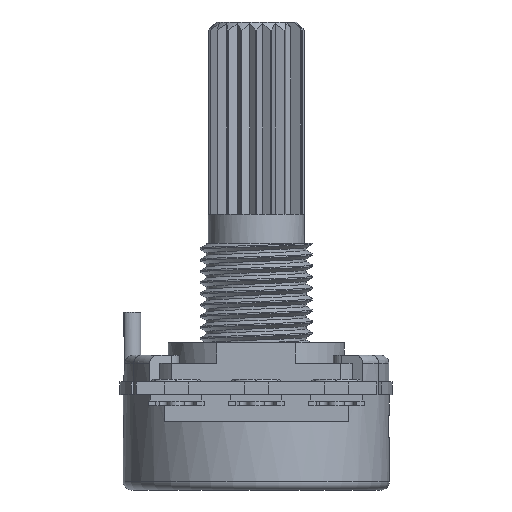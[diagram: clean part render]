
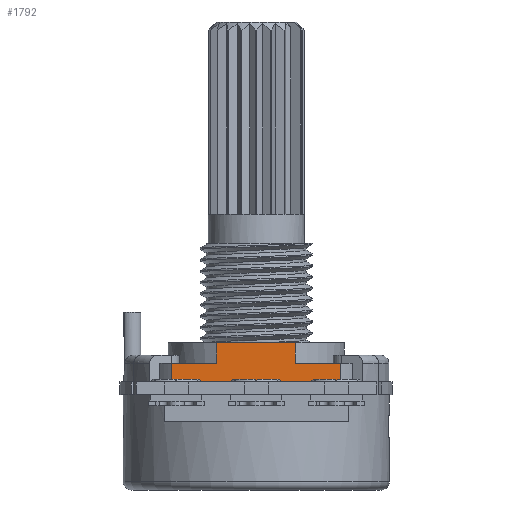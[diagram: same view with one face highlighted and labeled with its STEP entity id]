
A CAD part, front view. The second image highlights one B-rep face of the part: STEP entity #1792.
In plain terms, the highlighted planar face has unit normal (0, -1, 0).
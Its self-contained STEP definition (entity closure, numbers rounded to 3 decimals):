
#31 = VERTEX_POINT ( 'NONE', #1579 ) ;
#90 = EDGE_CURVE ( 'NONE', #12551, #15660, #407, .T. ) ;
#407 = LINE ( 'NONE', #1837, #11383 ) ;
#768 = ORIENTED_EDGE ( 'NONE', *, *, #6375, .F. ) ;
#782 = CARTESIAN_POINT ( 'NONE',  ( -5.261, 7.015, 1.35 ) ) ;
#1166 = LINE ( 'NONE', #6795, #2895 ) ;
#1442 = ORIENTED_EDGE ( 'NONE', *, *, #6142, .T. ) ;
#1579 = CARTESIAN_POINT ( 'NONE',  ( -2.45, 7.015, 2.5 ) ) ;
#1792 = ADVANCED_FACE ( 'NONE', ( #6520 ), #2480, .F. ) ;
#1837 = CARTESIAN_POINT ( 'NONE',  ( 0., 7.015, 2.5 ) ) ;
#2418 = EDGE_CURVE ( 'NONE', #31, #12784, #9587, .T. ) ;
#2423 = DIRECTION ( 'NONE',  ( 0., 0., -1. ) ) ;
#2480 = PLANE ( 'NONE',  #3041 ) ;
#2548 = LINE ( 'NONE', #9884, #6483 ) ;
#2654 = DIRECTION ( 'NONE',  ( 0., 0., -1. ) ) ;
#2692 = EDGE_CURVE ( 'NONE', #16279, #3891, #12133, .T. ) ;
#2895 = VECTOR ( 'NONE', #6875, 1000. ) ;
#3041 = AXIS2_PLACEMENT_3D ( 'NONE', #10060, #4922, #11500 ) ;
#3370 = EDGE_CURVE ( 'NONE', #15660, #10842, #16485, .T. ) ;
#3395 = CARTESIAN_POINT ( 'NONE',  ( 5.261, 7.015, 2.5 ) ) ;
#3576 = CARTESIAN_POINT ( 'NONE',  ( 2.45, 7.015, 2.5 ) ) ;
#3581 = EDGE_LOOP ( 'NONE', ( #4417, #768, #6492, #9935, #9293, #16559, #1442, #12198 ) ) ;
#3891 = VERTEX_POINT ( 'NONE', #782 ) ;
#3909 = LINE ( 'NONE', #6827, #5698 ) ;
#3935 = VECTOR ( 'NONE', #2423, 1000. ) ;
#4417 = ORIENTED_EDGE ( 'NONE', *, *, #2418, .F. ) ;
#4827 = DIRECTION ( 'NONE',  ( 1., 0., 0. ) ) ;
#4922 = DIRECTION ( 'NONE',  ( 0., 1., 0. ) ) ;
#5698 = VECTOR ( 'NONE', #14418, 1000. ) ;
#6089 = LINE ( 'NONE', #3576, #14189 ) ;
#6142 = EDGE_CURVE ( 'NONE', #12551, #13215, #6089, .T. ) ;
#6375 = EDGE_CURVE ( 'NONE', #16279, #31, #1166, .T. ) ;
#6483 = VECTOR ( 'NONE', #4827, 1000. ) ;
#6492 = ORIENTED_EDGE ( 'NONE', *, *, #2692, .T. ) ;
#6520 = FACE_OUTER_BOUND ( 'NONE', #3581, .T. ) ;
#6634 = DIRECTION ( 'NONE',  ( 1., 0., 0. ) ) ;
#6795 = CARTESIAN_POINT ( 'NONE',  ( 0., 7.015, 2.5 ) ) ;
#6827 = CARTESIAN_POINT ( 'NONE',  ( -5.261, 7.015, 1.35 ) ) ;
#6865 = CARTESIAN_POINT ( 'NONE',  ( 2.45, 7.015, 2.5 ) ) ;
#6875 = DIRECTION ( 'NONE',  ( 1., 0., 0. ) ) ;
#8345 = CARTESIAN_POINT ( 'NONE',  ( -5.261, 7.015, 2.5 ) ) ;
#8713 = DIRECTION ( 'NONE',  ( 0., 0., 1. ) ) ;
#9293 = ORIENTED_EDGE ( 'NONE', *, *, #3370, .F. ) ;
#9587 = LINE ( 'NONE', #9672, #11168 ) ;
#9672 = CARTESIAN_POINT ( 'NONE',  ( -2.45, 7.015, 2.5 ) ) ;
#9884 = CARTESIAN_POINT ( 'NONE',  ( -5.261, 7.015, 3.8 ) ) ;
#9935 = ORIENTED_EDGE ( 'NONE', *, *, #14392, .T. ) ;
#9964 = CARTESIAN_POINT ( 'NONE',  ( 2.45, 7.015, 3.8 ) ) ;
#10060 = CARTESIAN_POINT ( 'NONE',  ( -5.261, 7.015, 32.819 ) ) ;
#10144 = CARTESIAN_POINT ( 'NONE',  ( 5.261, 7.015, 1.35 ) ) ;
#10626 = VECTOR ( 'NONE', #2654, 1000. ) ;
#10842 = VERTEX_POINT ( 'NONE', #10144 ) ;
#10945 = DIRECTION ( 'NONE',  ( 0., 0., 1. ) ) ;
#11168 = VECTOR ( 'NONE', #10945, 1000. ) ;
#11383 = VECTOR ( 'NONE', #6634, 1000. ) ;
#11500 = DIRECTION ( 'NONE',  ( 0., 0., 1. ) ) ;
#12133 = LINE ( 'NONE', #15927, #10626 ) ;
#12198 = ORIENTED_EDGE ( 'NONE', *, *, #13208, .F. ) ;
#12551 = VERTEX_POINT ( 'NONE', #6865 ) ;
#12784 = VERTEX_POINT ( 'NONE', #13162 ) ;
#13162 = CARTESIAN_POINT ( 'NONE',  ( -2.45, 7.015, 3.8 ) ) ;
#13208 = EDGE_CURVE ( 'NONE', #12784, #13215, #2548, .T. ) ;
#13215 = VERTEX_POINT ( 'NONE', #9964 ) ;
#13956 = CARTESIAN_POINT ( 'NONE',  ( 5.261, 7.015, 32.819 ) ) ;
#14189 = VECTOR ( 'NONE', #8713, 1000. ) ;
#14392 = EDGE_CURVE ( 'NONE', #3891, #10842, #3909, .T. ) ;
#14418 = DIRECTION ( 'NONE',  ( 1., 0., 0. ) ) ;
#15660 = VERTEX_POINT ( 'NONE', #3395 ) ;
#15927 = CARTESIAN_POINT ( 'NONE',  ( -5.261, 7.015, 32.819 ) ) ;
#16279 = VERTEX_POINT ( 'NONE', #8345 ) ;
#16485 = LINE ( 'NONE', #13956, #3935 ) ;
#16559 = ORIENTED_EDGE ( 'NONE', *, *, #90, .F. ) ;
